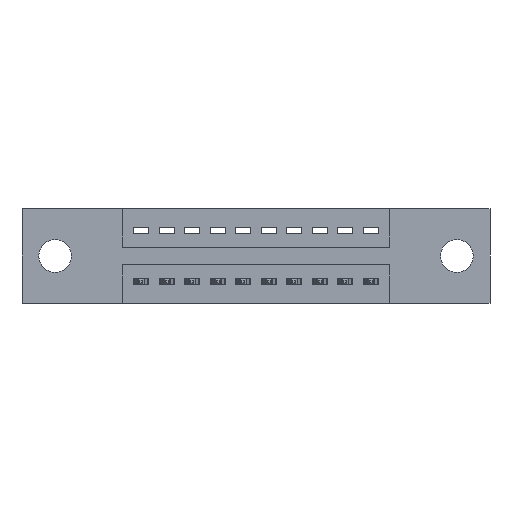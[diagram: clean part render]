
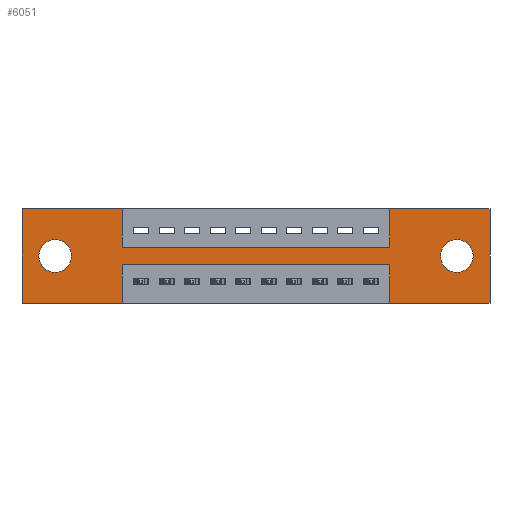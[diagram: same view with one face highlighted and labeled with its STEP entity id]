
A CAD part, front view. The second image highlights one B-rep face of the part: STEP entity #6051.
In plain terms, the highlighted planar face has unit normal (0, -1, 0).
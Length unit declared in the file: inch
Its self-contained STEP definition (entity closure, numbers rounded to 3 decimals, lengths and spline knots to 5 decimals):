
#229 = FACE_OUTER_BOUND ( 'NONE', #9989, .T. ) ;
#231 = LINE ( 'NONE', #3128, #9808 ) ;
#506 = CARTESIAN_POINT ( 'NONE',  ( 0.13, 0., -0.249 ) ) ;
#525 = VERTEX_POINT ( 'NONE', #7331 ) ;
#650 = EDGE_CURVE ( 'NONE', #11300, #4464, #6070, .T. ) ;
#728 = EDGE_CURVE ( 'NONE', #1793, #943, #231, .T. ) ;
#746 = CARTESIAN_POINT ( 'NONE',  ( 1.705, 0., -0.185 ) ) ;
#847 = VECTOR ( 'NONE', #8503, 39.37008 ) ;
#884 = CARTESIAN_POINT ( 'NONE',  ( 1.4425, 0., -0.15 ) ) ;
#930 = LINE ( 'NONE', #11822, #5256 ) ;
#943 = VERTEX_POINT ( 'NONE', #9331 ) ;
#995 = AXIS2_PLACEMENT_3D ( 'NONE', #4090, #10557, #5034 ) ;
#1008 = DIRECTION ( 'NONE',  ( 0., 0., -1. ) ) ;
#1105 = EDGE_LOOP ( 'NONE', ( #8691, #10604 ) ) ;
#1110 = DIRECTION ( 'NONE',  ( 0., 1., 0. ) ) ;
#1214 = CARTESIAN_POINT ( 'NONE',  ( 1.835, 0., 0. ) ) ;
#1218 = ORIENTED_EDGE ( 'NONE', *, *, #6319, .T. ) ;
#1220 = AXIS2_PLACEMENT_3D ( 'NONE', #5550, #11868, #6534 ) ;
#1273 = ORIENTED_EDGE ( 'NONE', *, *, #9279, .F. ) ;
#1278 = CARTESIAN_POINT ( 'NONE',  ( 0.13, 0., -0.121 ) ) ;
#1291 = DIRECTION ( 'NONE',  ( -1., 0., 0. ) ) ;
#1306 = CARTESIAN_POINT ( 'NONE',  ( 1.705, 0., -0.249 ) ) ;
#1463 = DIRECTION ( 'NONE',  ( -1., 0., 0. ) ) ;
#1475 = CARTESIAN_POINT ( 'NONE',  ( 0., 0., -0.37 ) ) ;
#1536 = CARTESIAN_POINT ( 'NONE',  ( 0., 0., -0.37 ) ) ;
#1635 = VECTOR ( 'NONE', #8705, 39.37008 ) ;
#1638 = VECTOR ( 'NONE', #9862, 39.37008 ) ;
#1792 = CARTESIAN_POINT ( 'NONE',  ( 0.3925, 0., -0.37 ) ) ;
#1793 = VERTEX_POINT ( 'NONE', #6988 ) ;
#1798 = LINE ( 'NONE', #1475, #11801 ) ;
#1818 = VERTEX_POINT ( 'NONE', #9522 ) ;
#1936 = CARTESIAN_POINT ( 'NONE',  ( 0., 0., 0. ) ) ;
#1947 = ORIENTED_EDGE ( 'NONE', *, *, #7235, .F. ) ;
#2051 = VECTOR ( 'NONE', #7430, 39.37008 ) ;
#2106 = ORIENTED_EDGE ( 'NONE', *, *, #2375, .F. ) ;
#2244 = CIRCLE ( 'NONE', #4626, 0.064 ) ;
#2375 = EDGE_CURVE ( 'NONE', #943, #6671, #930, .T. ) ;
#2500 = EDGE_CURVE ( 'NONE', #11643, #7351, #3809, .T. ) ;
#2647 = DIRECTION ( 'NONE',  ( 0., 0., 1. ) ) ;
#2830 = ORIENTED_EDGE ( 'NONE', *, *, #728, .F. ) ;
#2984 = DIRECTION ( 'NONE',  ( 0., 0., -1. ) ) ;
#3087 = LINE ( 'NONE', #10273, #3363 ) ;
#3128 = CARTESIAN_POINT ( 'NONE',  ( 0.3925, 0., 0. ) ) ;
#3201 = EDGE_CURVE ( 'NONE', #4444, #3696, #3087, .T. ) ;
#3363 = VECTOR ( 'NONE', #10313, 39.37008 ) ;
#3627 = VERTEX_POINT ( 'NONE', #7164 ) ;
#3631 = DIRECTION ( 'NONE',  ( 0., 0., -1. ) ) ;
#3636 = DIRECTION ( 'NONE',  ( 0., 1., 0. ) ) ;
#3652 = CARTESIAN_POINT ( 'NONE',  ( 1.705, 0., -0.185 ) ) ;
#3692 = ORIENTED_EDGE ( 'NONE', *, *, #6566, .F. ) ;
#3696 = VERTEX_POINT ( 'NONE', #6584 ) ;
#3809 = LINE ( 'NONE', #9924, #1638 ) ;
#3958 = ORIENTED_EDGE ( 'NONE', *, *, #11874, .F. ) ;
#4090 = CARTESIAN_POINT ( 'NONE',  ( 0.13, 0., -0.185 ) ) ;
#4101 = CARTESIAN_POINT ( 'NONE',  ( 0.3925, 0., -0.22 ) ) ;
#4339 = VECTOR ( 'NONE', #9580, 39.37008 ) ;
#4444 = VERTEX_POINT ( 'NONE', #1536 ) ;
#4464 = VERTEX_POINT ( 'NONE', #1306 ) ;
#4626 = AXIS2_PLACEMENT_3D ( 'NONE', #3652, #3636, #3631 ) ;
#4672 = CIRCLE ( 'NONE', #1220, 0.064 ) ;
#4869 = FACE_BOUND ( 'NONE', #5593, .T. ) ;
#4972 = LINE ( 'NONE', #1214, #1635 ) ;
#5034 = DIRECTION ( 'NONE',  ( 0., 0., 1. ) ) ;
#5192 = VECTOR ( 'NONE', #9099, 39.37008 ) ;
#5219 = LINE ( 'NONE', #10464, #4339 ) ;
#5256 = VECTOR ( 'NONE', #11668, 39.37008 ) ;
#5332 = VERTEX_POINT ( 'NONE', #10792 ) ;
#5351 = LINE ( 'NONE', #7342, #8206 ) ;
#5550 = CARTESIAN_POINT ( 'NONE',  ( 0.13, 0., -0.185 ) ) ;
#5593 = EDGE_LOOP ( 'NONE', ( #10467, #1218 ) ) ;
#5745 = ORIENTED_EDGE ( 'NONE', *, *, #10054, .F. ) ;
#5832 = DIRECTION ( 'NONE',  ( 0., 0., -1. ) ) ;
#5888 = DIRECTION ( 'NONE',  ( 0., -1., 0. ) ) ;
#5940 = PLANE ( 'NONE',  #6149 ) ;
#6051 = ADVANCED_FACE ( 'NONE', ( #4869, #10091, #229 ), #5940, .T. ) ;
#6070 = CIRCLE ( 'NONE', #11374, 0.064 ) ;
#6126 = CARTESIAN_POINT ( 'NONE',  ( 0., 0., -0.37 ) ) ;
#6149 = AXIS2_PLACEMENT_3D ( 'NONE', #6126, #5888, #5832 ) ;
#6319 = EDGE_CURVE ( 'NONE', #4464, #11300, #2244, .T. ) ;
#6534 = DIRECTION ( 'NONE',  ( 0., 0., 1. ) ) ;
#6566 = EDGE_CURVE ( 'NONE', #525, #4444, #1798, .T. ) ;
#6584 = CARTESIAN_POINT ( 'NONE',  ( 0., 0., 0. ) ) ;
#6655 = ORIENTED_EDGE ( 'NONE', *, *, #2500, .F. ) ;
#6671 = VERTEX_POINT ( 'NONE', #884 ) ;
#6907 = LINE ( 'NONE', #11379, #10829 ) ;
#6988 = CARTESIAN_POINT ( 'NONE',  ( 0.3925, 0., 0. ) ) ;
#7164 = CARTESIAN_POINT ( 'NONE',  ( 1.4425, 0., 0. ) ) ;
#7235 = EDGE_CURVE ( 'NONE', #1818, #9920, #4972, .T. ) ;
#7331 = CARTESIAN_POINT ( 'NONE',  ( 0.3925, 0., -0.37 ) ) ;
#7342 = CARTESIAN_POINT ( 'NONE',  ( 1.4425, 0., -0.37 ) ) ;
#7351 = VERTEX_POINT ( 'NONE', #4101 ) ;
#7430 = DIRECTION ( 'NONE',  ( 0., 0., -1. ) ) ;
#7733 = EDGE_CURVE ( 'NONE', #9380, #8017, #4672, .T. ) ;
#7746 = LINE ( 'NONE', #1936, #847 ) ;
#8017 = VERTEX_POINT ( 'NONE', #1278 ) ;
#8045 = EDGE_CURVE ( 'NONE', #8017, #9380, #9482, .T. ) ;
#8206 = VECTOR ( 'NONE', #2647, 39.37008 ) ;
#8350 = EDGE_CURVE ( 'NONE', #7351, #525, #11492, .T. ) ;
#8503 = DIRECTION ( 'NONE',  ( 1., 0., 0. ) ) ;
#8691 = ORIENTED_EDGE ( 'NONE', *, *, #8045, .T. ) ;
#8705 = DIRECTION ( 'NONE',  ( 0., 0., -1. ) ) ;
#8834 = CARTESIAN_POINT ( 'NONE',  ( 1.4425, 0., -0.22 ) ) ;
#9099 = DIRECTION ( 'NONE',  ( 0., 0., 1. ) ) ;
#9193 = CARTESIAN_POINT ( 'NONE',  ( 1.705, 0., -0.121 ) ) ;
#9228 = EDGE_CURVE ( 'NONE', #3696, #1793, #5219, .T. ) ;
#9279 = EDGE_CURVE ( 'NONE', #9920, #5332, #6907, .T. ) ;
#9331 = CARTESIAN_POINT ( 'NONE',  ( 0.3925, 0., -0.15 ) ) ;
#9380 = VERTEX_POINT ( 'NONE', #506 ) ;
#9482 = CIRCLE ( 'NONE', #995, 0.064 ) ;
#9522 = CARTESIAN_POINT ( 'NONE',  ( 1.835, 0., 0. ) ) ;
#9580 = DIRECTION ( 'NONE',  ( 1., 0., 0. ) ) ;
#9808 = VECTOR ( 'NONE', #2984, 39.37008 ) ;
#9862 = DIRECTION ( 'NONE',  ( -1., 0., 0. ) ) ;
#9920 = VERTEX_POINT ( 'NONE', #11477 ) ;
#9924 = CARTESIAN_POINT ( 'NONE',  ( 0.3925, 0., -0.22 ) ) ;
#9942 = ORIENTED_EDGE ( 'NONE', *, *, #10898, .F. ) ;
#9989 = EDGE_LOOP ( 'NONE', ( #10878, #6655, #3958, #1273, #1947, #9942, #5745, #2106, #2830, #10225, #10480, #3692 ) ) ;
#10054 = EDGE_CURVE ( 'NONE', #6671, #3627, #10151, .T. ) ;
#10091 = FACE_BOUND ( 'NONE', #1105, .T. ) ;
#10151 = LINE ( 'NONE', #11658, #5192 ) ;
#10225 = ORIENTED_EDGE ( 'NONE', *, *, #9228, .F. ) ;
#10273 = CARTESIAN_POINT ( 'NONE',  ( 0., 0., 0. ) ) ;
#10313 = DIRECTION ( 'NONE',  ( 0., 0., 1. ) ) ;
#10464 = CARTESIAN_POINT ( 'NONE',  ( 0., 0., 0. ) ) ;
#10467 = ORIENTED_EDGE ( 'NONE', *, *, #650, .T. ) ;
#10480 = ORIENTED_EDGE ( 'NONE', *, *, #3201, .F. ) ;
#10557 = DIRECTION ( 'NONE',  ( 0., 1., 0. ) ) ;
#10604 = ORIENTED_EDGE ( 'NONE', *, *, #7733, .T. ) ;
#10792 = CARTESIAN_POINT ( 'NONE',  ( 1.4425, 0., -0.37 ) ) ;
#10829 = VECTOR ( 'NONE', #1291, 39.37008 ) ;
#10878 = ORIENTED_EDGE ( 'NONE', *, *, #8350, .F. ) ;
#10898 = EDGE_CURVE ( 'NONE', #3627, #1818, #7746, .T. ) ;
#11300 = VERTEX_POINT ( 'NONE', #9193 ) ;
#11374 = AXIS2_PLACEMENT_3D ( 'NONE', #746, #1110, #1008 ) ;
#11379 = CARTESIAN_POINT ( 'NONE',  ( 0., 0., -0.37 ) ) ;
#11477 = CARTESIAN_POINT ( 'NONE',  ( 1.835, 0., -0.37 ) ) ;
#11492 = LINE ( 'NONE', #1792, #2051 ) ;
#11643 = VERTEX_POINT ( 'NONE', #8834 ) ;
#11658 = CARTESIAN_POINT ( 'NONE',  ( 1.4425, 0., 0. ) ) ;
#11668 = DIRECTION ( 'NONE',  ( 1., 0., 0. ) ) ;
#11801 = VECTOR ( 'NONE', #1463, 39.37008 ) ;
#11822 = CARTESIAN_POINT ( 'NONE',  ( 0.3925, 0., -0.15 ) ) ;
#11868 = DIRECTION ( 'NONE',  ( 0., 1., 0. ) ) ;
#11874 = EDGE_CURVE ( 'NONE', #5332, #11643, #5351, .T. ) ;
